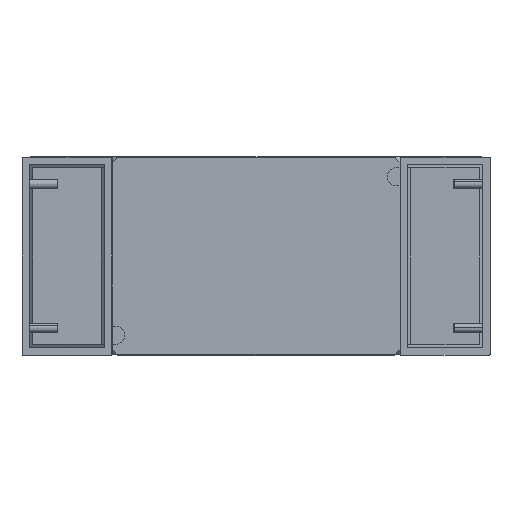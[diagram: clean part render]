
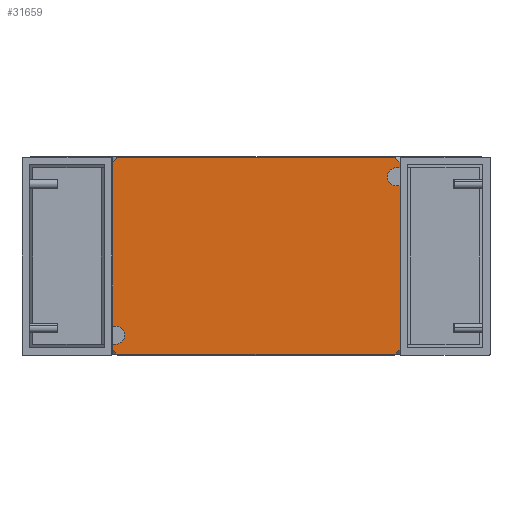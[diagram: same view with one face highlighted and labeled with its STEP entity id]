
A CAD part, front view. The second image highlights one B-rep face of the part: STEP entity #31659.
In plain terms, the highlighted planar face has unit normal (0, -1, 0).
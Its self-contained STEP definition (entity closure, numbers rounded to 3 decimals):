
#1065 = FACE_OUTER_BOUND ( 'NONE', #51187, .T. ) ;
#1315 = CARTESIAN_POINT ( 'NONE',  ( -54.5, -25., 157.5 ) ) ;
#1673 = CARTESIAN_POINT ( 'NONE',  ( -54.5, -25., 160. ) ) ;
#1735 = CARTESIAN_POINT ( 'NONE',  ( -52., -25., 160. ) ) ;
#1872 = DIRECTION ( 'NONE',  ( 0.707, 0., 0.707 ) ) ;
#1897 = ORIENTED_EDGE ( 'NONE', *, *, #35941, .F. ) ;
#2201 = DIRECTION ( 'NONE',  ( -0.707, 0., -0.707 ) ) ;
#2635 = VERTEX_POINT ( 'NONE', #7558 ) ;
#4042 = CARTESIAN_POINT ( 'NONE',  ( -54.5, -25., 160. ) ) ;
#4205 = CARTESIAN_POINT ( 'NONE',  ( 39., -25., 2. ) ) ;
#4777 = LINE ( 'NONE', #45410, #17427 ) ;
#4942 = DIRECTION ( 'NONE',  ( 1., 0., 0. ) ) ;
#6402 = ORIENTED_EDGE ( 'NONE', *, *, #48717, .T. ) ;
#7558 = CARTESIAN_POINT ( 'NONE',  ( 54.5, -25., 157.5 ) ) ;
#8096 = VECTOR ( 'NONE', #13398, 1000. ) ;
#8640 = CARTESIAN_POINT ( 'NONE',  ( -49., -25., 160. ) ) ;
#8659 = CARTESIAN_POINT ( 'NONE',  ( -55., -25., 3. ) ) ;
#9004 = EDGE_CURVE ( 'NONE', #13267, #59247, #55195, .T. ) ;
#9072 = VERTEX_POINT ( 'NONE', #57288 ) ;
#9181 = CARTESIAN_POINT ( 'NONE',  ( 39., -25., 0. ) ) ;
#9344 = ORIENTED_EDGE ( 'NONE', *, *, #10908, .T. ) ;
#9345 = CARTESIAN_POINT ( 'NONE',  ( -52., -25., 0. ) ) ;
#9463 = LINE ( 'NONE', #9755, #59603 ) ;
#9755 = CARTESIAN_POINT ( 'NONE',  ( -39., -25., 158. ) ) ;
#10363 = VERTEX_POINT ( 'NONE', #1735 ) ;
#10908 = EDGE_CURVE ( 'NONE', #27643, #19129, #32785, .T. ) ;
#11034 = CARTESIAN_POINT ( 'NONE',  ( 55., -25., 3. ) ) ;
#11369 = EDGE_CURVE ( 'NONE', #9072, #13563, #52261, .T. ) ;
#11678 = ORIENTED_EDGE ( 'NONE', *, *, #11369, .F. ) ;
#11795 = VERTEX_POINT ( 'NONE', #48753 ) ;
#12151 = VECTOR ( 'NONE', #29989, 1000. ) ;
#12374 = ORIENTED_EDGE ( 'NONE', *, *, #32331, .F. ) ;
#13157 = ORIENTED_EDGE ( 'NONE', *, *, #20048, .T. ) ;
#13267 = VERTEX_POINT ( 'NONE', #23185 ) ;
#13398 = DIRECTION ( 'NONE',  ( 0., 0., -1. ) ) ;
#13415 = VECTOR ( 'NONE', #1872, 1000. ) ;
#13563 = VERTEX_POINT ( 'NONE', #31880 ) ;
#15127 = VECTOR ( 'NONE', #40067, 1000. ) ;
#15646 = CARTESIAN_POINT ( 'NONE',  ( 49., -25., 2. ) ) ;
#16234 = LINE ( 'NONE', #11034, #13415 ) ;
#17314 = CARTESIAN_POINT ( 'NONE',  ( -54.5, -25., 0. ) ) ;
#17427 = VECTOR ( 'NONE', #41146, 1000. ) ;
#18619 = CARTESIAN_POINT ( 'NONE',  ( 52., -25., 0. ) ) ;
#18962 = VECTOR ( 'NONE', #41635, 1000. ) ;
#19129 = VERTEX_POINT ( 'NONE', #33218 ) ;
#19827 = ORIENTED_EDGE ( 'NONE', *, *, #27100, .T. ) ;
#20048 = EDGE_CURVE ( 'NONE', #54609, #58733, #16234, .T. ) ;
#20124 = EDGE_CURVE ( 'NONE', #56411, #11795, #55311, .T. ) ;
#21185 = ORIENTED_EDGE ( 'NONE', *, *, #47280, .T. ) ;
#21893 = DIRECTION ( 'NONE',  ( 1., 0., 0. ) ) ;
#22212 = EDGE_CURVE ( 'NONE', #60051, #59247, #45381, .T. ) ;
#22406 = DIRECTION ( 'NONE',  ( 1., 0., 0. ) ) ;
#23185 = CARTESIAN_POINT ( 'NONE',  ( 39., -25., 2. ) ) ;
#25413 = DIRECTION ( 'NONE',  ( 0., -1., 0. ) ) ;
#25698 = CARTESIAN_POINT ( 'NONE',  ( -44., -25., 158. ) ) ;
#25913 = VERTEX_POINT ( 'NONE', #27637 ) ;
#26026 = CARTESIAN_POINT ( 'NONE',  ( -54.5, -25., 0. ) ) ;
#26586 = DIRECTION ( 'NONE',  ( 0., 0., -1. ) ) ;
#27009 = CARTESIAN_POINT ( 'NONE',  ( -54.5, -25., 160. ) ) ;
#27100 = EDGE_CURVE ( 'NONE', #2635, #27436, #4777, .T. ) ;
#27436 = VERTEX_POINT ( 'NONE', #29799 ) ;
#27637 = CARTESIAN_POINT ( 'NONE',  ( -39., -25., 160. ) ) ;
#27643 = VERTEX_POINT ( 'NONE', #1315 ) ;
#28999 = AXIS2_PLACEMENT_3D ( 'NONE', #25698, #25413, #34578 ) ;
#29740 = CIRCLE ( 'NONE', #30709, 5. ) ;
#29767 = EDGE_CURVE ( 'NONE', #11795, #25913, #9463, .T. ) ;
#29799 = CARTESIAN_POINT ( 'NONE',  ( 52., -25., 160. ) ) ;
#29989 = DIRECTION ( 'NONE',  ( 0., 0., 1. ) ) ;
#30709 = AXIS2_PLACEMENT_3D ( 'NONE', #41909, #46791, #4942 ) ;
#31031 = ORIENTED_EDGE ( 'NONE', *, *, #35590, .F. ) ;
#31659 = ADVANCED_FACE ( 'NONE', ( #1065 ), #56914, .F. ) ;
#31880 = CARTESIAN_POINT ( 'NONE',  ( 49., -25., 2. ) ) ;
#32035 = VECTOR ( 'NONE', #26586, 1000. ) ;
#32331 = EDGE_CURVE ( 'NONE', #2635, #58733, #58870, .T. ) ;
#32785 = LINE ( 'NONE', #27009, #18962 ) ;
#33218 = CARTESIAN_POINT ( 'NONE',  ( -54.5, -25., 2.5 ) ) ;
#33237 = ORIENTED_EDGE ( 'NONE', *, *, #53949, .T. ) ;
#34578 = DIRECTION ( 'NONE',  ( 1., 0., 0. ) ) ;
#34773 = VECTOR ( 'NONE', #43900, 1000. ) ;
#35590 = EDGE_CURVE ( 'NONE', #25913, #27436, #58985, .T. ) ;
#35941 = EDGE_CURVE ( 'NONE', #10363, #52392, #57432, .T. ) ;
#37136 = VECTOR ( 'NONE', #22406, 1000. ) ;
#37205 = ORIENTED_EDGE ( 'NONE', *, *, #20124, .F. ) ;
#37266 = ORIENTED_EDGE ( 'NONE', *, *, #22212, .T. ) ;
#37745 = DIRECTION ( 'NONE',  ( -1., 0., 0. ) ) ;
#38078 = CARTESIAN_POINT ( 'NONE',  ( -49., -25., 158. ) ) ;
#38605 = EDGE_CURVE ( 'NONE', #13563, #13267, #29740, .T. ) ;
#39700 = CARTESIAN_POINT ( 'NONE',  ( 54.5, -25., 160. ) ) ;
#40067 = DIRECTION ( 'NONE',  ( 1., 0., 0. ) ) ;
#40087 = ORIENTED_EDGE ( 'NONE', *, *, #29767, .F. ) ;
#41146 = DIRECTION ( 'NONE',  ( -0.707, 0., 0.707 ) ) ;
#41635 = DIRECTION ( 'NONE',  ( 0., 0., -1. ) ) ;
#41909 = CARTESIAN_POINT ( 'NONE',  ( 44., -25., 2. ) ) ;
#42912 = DIRECTION ( 'NONE',  ( 0., 1., 0. ) ) ;
#43108 = DIRECTION ( 'NONE',  ( 1., 0., 0. ) ) ;
#43295 = LINE ( 'NONE', #56728, #34773 ) ;
#43900 = DIRECTION ( 'NONE',  ( 0., 0., -1. ) ) ;
#44291 = CARTESIAN_POINT ( 'NONE',  ( -54.5, -25., 160. ) ) ;
#45049 = ORIENTED_EDGE ( 'NONE', *, *, #9004, .F. ) ;
#45381 = LINE ( 'NONE', #17314, #45692 ) ;
#45410 = CARTESIAN_POINT ( 'NONE',  ( 52., -25., 160. ) ) ;
#45619 = CARTESIAN_POINT ( 'NONE',  ( 54.5, -25., 2.5 ) ) ;
#45692 = VECTOR ( 'NONE', #21893, 1000. ) ;
#46791 = DIRECTION ( 'NONE',  ( 0., -1., 0. ) ) ;
#46914 = VECTOR ( 'NONE', #50796, 1000. ) ;
#47016 = DIRECTION ( 'NONE',  ( 0., 0., 1. ) ) ;
#47280 = EDGE_CURVE ( 'NONE', #19129, #60051, #59917, .T. ) ;
#48717 = EDGE_CURVE ( 'NONE', #10363, #27643, #52603, .T. ) ;
#48753 = CARTESIAN_POINT ( 'NONE',  ( -39., -25., 158. ) ) ;
#50796 = DIRECTION ( 'NONE',  ( 0.707, 0., -0.707 ) ) ;
#51187 = EDGE_LOOP ( 'NONE', ( #51312, #11678, #33237, #13157, #12374, #19827, #31031, #40087, #37205, #54034, #1897, #6402, #9344, #21185, #37266, #45049 ) ) ;
#51312 = ORIENTED_EDGE ( 'NONE', *, *, #38605, .F. ) ;
#52261 = LINE ( 'NONE', #15646, #12151 ) ;
#52392 = VERTEX_POINT ( 'NONE', #8640 ) ;
#52603 = LINE ( 'NONE', #53801, #57599 ) ;
#53801 = CARTESIAN_POINT ( 'NONE',  ( -52., -25., 160. ) ) ;
#53949 = EDGE_CURVE ( 'NONE', #9072, #54609, #58348, .T. ) ;
#54034 = ORIENTED_EDGE ( 'NONE', *, *, #54802, .F. ) ;
#54609 = VERTEX_POINT ( 'NONE', #18619 ) ;
#54802 = EDGE_CURVE ( 'NONE', #52392, #56411, #43295, .T. ) ;
#55195 = LINE ( 'NONE', #4205, #8096 ) ;
#55311 = CIRCLE ( 'NONE', #28999, 5. ) ;
#55666 = VECTOR ( 'NONE', #43108, 1000. ) ;
#56411 = VERTEX_POINT ( 'NONE', #38078 ) ;
#56728 = CARTESIAN_POINT ( 'NONE',  ( -49., -25., 158. ) ) ;
#56903 = AXIS2_PLACEMENT_3D ( 'NONE', #1673, #42912, #37745 ) ;
#56914 = PLANE ( 'NONE',  #56903 ) ;
#57288 = CARTESIAN_POINT ( 'NONE',  ( 49., -25., 0. ) ) ;
#57432 = LINE ( 'NONE', #44291, #55666 ) ;
#57599 = VECTOR ( 'NONE', #2201, 1000. ) ;
#58348 = LINE ( 'NONE', #26026, #15127 ) ;
#58733 = VERTEX_POINT ( 'NONE', #45619 ) ;
#58870 = LINE ( 'NONE', #39700, #32035 ) ;
#58985 = LINE ( 'NONE', #4042, #37136 ) ;
#59247 = VERTEX_POINT ( 'NONE', #9181 ) ;
#59603 = VECTOR ( 'NONE', #47016, 1000. ) ;
#59917 = LINE ( 'NONE', #8659, #46914 ) ;
#60051 = VERTEX_POINT ( 'NONE', #9345 ) ;
